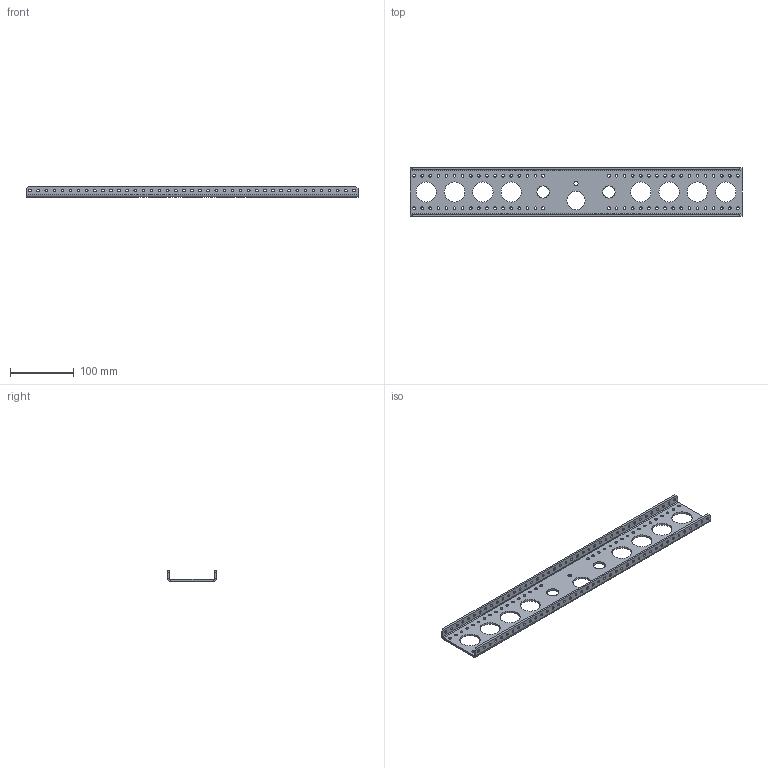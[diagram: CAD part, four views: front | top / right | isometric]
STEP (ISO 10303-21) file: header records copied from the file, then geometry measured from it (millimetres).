
FILE_DESCRIPTION (( 'STEP AP203' ), '1' );
FILE_NAME ('217-3648-003 Rev2.STEP', '2014-01-10T22:40:25', ( '' ), ( '' ), 'SwSTEP 2.0', 'SolidWorks 2013', '' );
FILE_SCHEMA (( 'CONFIG_CONTROL_DESIGN' ));
Length unit declared in the file: inch
Products named in the file (1): 217-3648-003 Rev2
Bounding box: 520.7 x 76.2 x 17.09 mm (x, y, z)
Volume: 137418 mm3; surface area: 99976 mm2
Topology: 1 solids, 1 shells, 350 faces, 1028 edges, 680 vertices
Faces by surface type: cylinder 328, plane 22
Entity records: 12747 total; most frequent: DIRECTION 2386, CARTESIAN_POINT 2059, ORIENTED_EDGE 2056, EDGE_CURVE 1028, AXIS2_PLACEMENT_3D 1007, VERTEX_POINT 680, EDGE_LOOP 674, CIRCLE 656
